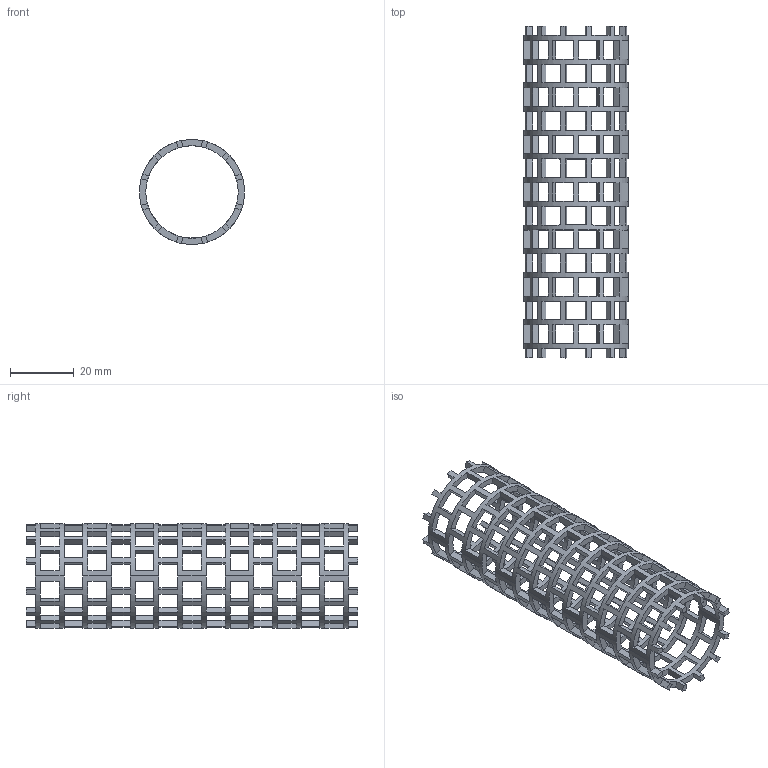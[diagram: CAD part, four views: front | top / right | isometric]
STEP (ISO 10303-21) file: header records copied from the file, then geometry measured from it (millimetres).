
FILE_DESCRIPTION (( 'STEP AP203' ), '1' );
FILE_NAME ('G7ex.STEP', '2024-02-02T05:57:42', ( '' ), ( '' ), 'SwSTEP 2.0', 'SolidWorks 2020', '' );
FILE_SCHEMA (( 'CONFIG_CONTROL_DESIGN' ));
Length unit declared in the file: millimetre
Products named in the file (1): G7ex
Bounding box: 33 x 104.3 x 32.96 mm (x, y, z)
Volume: 7600.1 mm3; surface area: 15950.6 mm2
Topology: 1 solids, 1 shells, 724 faces, 2244 edges, 1496 vertices
Faces by surface type: plane 720, cylinder 4
Entity records: 26649 total; most frequent: CARTESIAN_POINT 6625, ORIENTED_EDGE 4488, DIRECTION 3750, EDGE_CURVE 2244, AXIS2_PLACEMENT_3D 1501, VERTEX_POINT 1496, EDGE_LOOP 1012, CIRCLE 776
